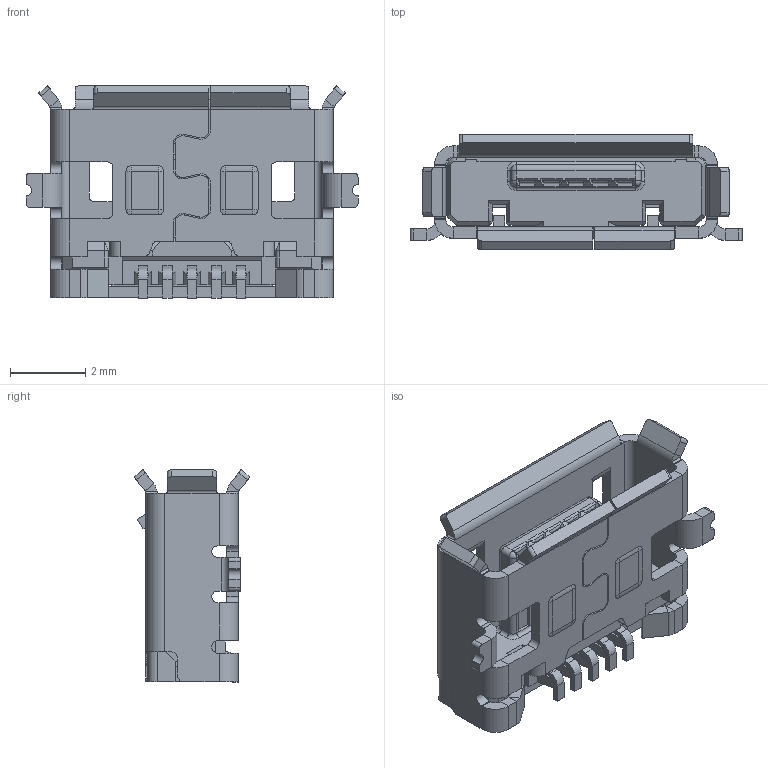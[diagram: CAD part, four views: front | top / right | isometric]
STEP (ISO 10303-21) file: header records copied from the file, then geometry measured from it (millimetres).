
FILE_DESCRIPTION((''),'2;1');
FILE_NAME('10104111','2014-06-05T',('TaiK'),('FCI - ELX Division'),'PRO/ENGINEER BY PARAMETRIC TECHNOLOGY CORPORATION, 2013150','PRO/ENGINEER BY PARAMETRIC TECHNOLOGY CORPORATION, 2013150','');
FILE_SCHEMA(('CONFIG_CONTROL_DESIGN'));
Length unit declared in the file: millimetre
Products named in the file (1): 10104111
Bounding box: 8.8 x 3.07 x 5.63 mm (x, y, z)
Volume: 44.3 mm3; surface area: 284.1 mm2
Topology: 1 solids, 6 shells, 861 faces, 2263 edges, 1406 vertices
Faces by surface type: plane 598, cylinder 223, sphere 20, cone 16, torus 4
Entity records: 26274 total; most frequent: CARTESIAN_POINT 4919, ORIENTED_EDGE 4518, DIRECTION 4341, EDGE_CURVE 2259, VECTOR 1715, LINE 1715, VERTEX_POINT 1406, AXIS2_PLACEMENT_3D 1313
